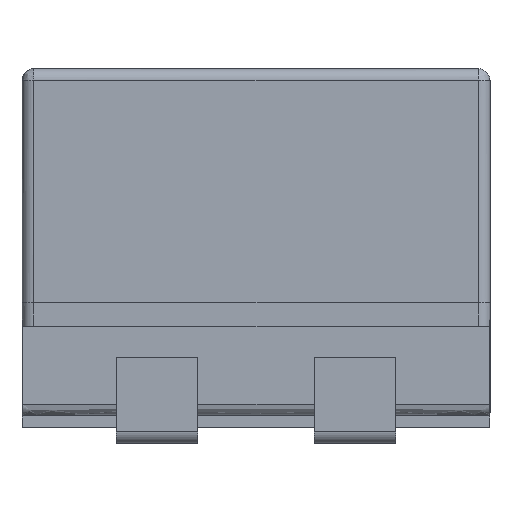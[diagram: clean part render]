
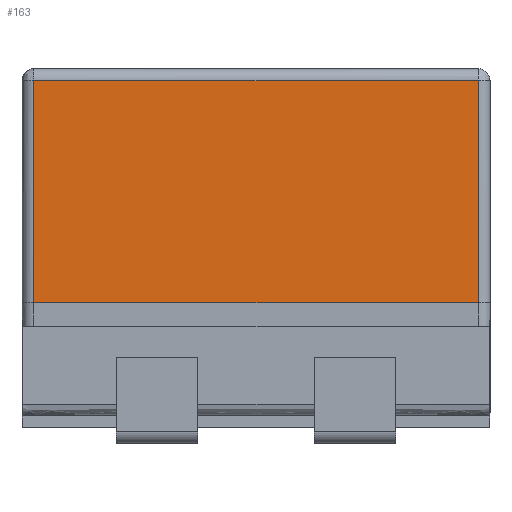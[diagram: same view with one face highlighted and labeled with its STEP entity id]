
A CAD part, left-side view. The second image highlights one B-rep face of the part: STEP entity #163.
In plain terms, the highlighted free-form (B-spline) face has degree [1, 1] with [2, 2] control points.
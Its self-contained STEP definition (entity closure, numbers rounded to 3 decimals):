
#163 = ADVANCED_FACE('',(#164),#194,.T.);
#164 = FACE_BOUND('',#165,.T.);
#165 = EDGE_LOOP('',(#166,#175,#182,#189));
#166 = ORIENTED_EDGE('',*,*,#167,.F.);
#167 = EDGE_CURVE('',#168,#170,#172,.T.);
#168 = VERTEX_POINT('',#169);
#169 = CARTESIAN_POINT('',(-4.6,2.85,0.));
#170 = VERTEX_POINT('',#171);
#171 = CARTESIAN_POINT('',(-4.6,2.85,2.85));
#172 = B_SPLINE_CURVE_WITH_KNOTS('',1,(#173,#174),.UNSPECIFIED.,.F.,.F.,
  (2,2),(0.,0.95),.PIECEWISE_BEZIER_KNOTS.);
#173 = CARTESIAN_POINT('',(-4.6,2.85,0.));
#174 = CARTESIAN_POINT('',(-4.6,2.85,2.85));
#175 = ORIENTED_EDGE('',*,*,#176,.T.);
#176 = EDGE_CURVE('',#168,#177,#179,.T.);
#177 = VERTEX_POINT('',#178);
#178 = CARTESIAN_POINT('',(-4.6,-2.85,0.));
#179 = B_SPLINE_CURVE_WITH_KNOTS('',1,(#180,#181),.UNSPECIFIED.,.F.,.F.,
  (2,2),(0.025,0.975),.PIECEWISE_BEZIER_KNOTS.);
#180 = CARTESIAN_POINT('',(-4.6,2.85,0.));
#181 = CARTESIAN_POINT('',(-4.6,-2.85,0.));
#182 = ORIENTED_EDGE('',*,*,#183,.T.);
#183 = EDGE_CURVE('',#177,#184,#186,.T.);
#184 = VERTEX_POINT('',#185);
#185 = CARTESIAN_POINT('',(-4.6,-2.85,2.85));
#186 = B_SPLINE_CURVE_WITH_KNOTS('',1,(#187,#188),.UNSPECIFIED.,.F.,.F.,
  (2,2),(0.,0.95),.PIECEWISE_BEZIER_KNOTS.);
#187 = CARTESIAN_POINT('',(-4.6,-2.85,0.));
#188 = CARTESIAN_POINT('',(-4.6,-2.85,2.85));
#189 = ORIENTED_EDGE('',*,*,#190,.F.);
#190 = EDGE_CURVE('',#170,#184,#191,.T.);
#191 = B_SPLINE_CURVE_WITH_KNOTS('',1,(#192,#193),.UNSPECIFIED.,.F.,.F.,
  (2,2),(0.025,0.975),.PIECEWISE_BEZIER_KNOTS.);
#192 = CARTESIAN_POINT('',(-4.6,2.85,2.85));
#193 = CARTESIAN_POINT('',(-4.6,-2.85,2.85));
#194 = B_SPLINE_SURFACE_WITH_KNOTS('',1,1,(
    (#195,#196)
    ,(#197,#198)),.UNSPECIFIED.,.F.,.F.,.F.,(2,2),(2,2),(0.,1.),(0.,1.),
  .PIECEWISE_BEZIER_KNOTS.);
#195 = CARTESIAN_POINT('',(-4.6,3.,0.));
#196 = CARTESIAN_POINT('',(-4.6,3.,3.));
#197 = CARTESIAN_POINT('',(-4.6,-3.,0.));
#198 = CARTESIAN_POINT('',(-4.6,-3.,3.));
